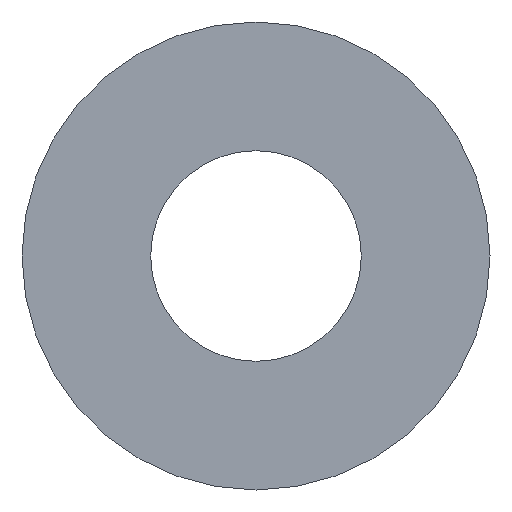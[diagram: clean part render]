
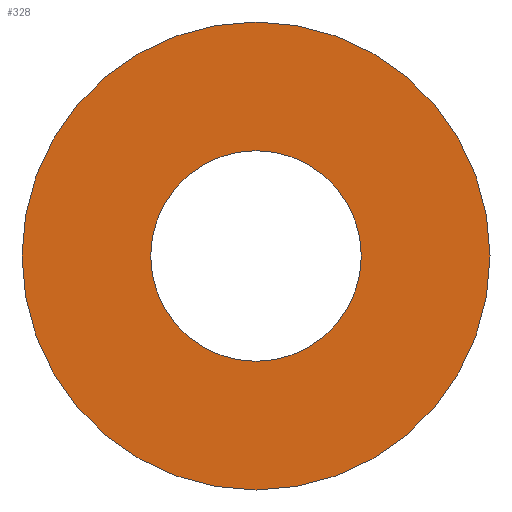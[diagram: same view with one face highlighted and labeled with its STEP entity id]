
A CAD part, front view. The second image highlights one B-rep face of the part: STEP entity #328.
In plain terms, the highlighted planar face has unit normal (0, -1, 0).
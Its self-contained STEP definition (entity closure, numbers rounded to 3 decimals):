
#2 = DIRECTION ( 'NONE',  ( 0., -1., 0. ) ) ;
#5 = AXIS2_PLACEMENT_3D ( 'NONE', #311, #73, #152 ) ;
#25 = AXIS2_PLACEMENT_3D ( 'NONE', #235, #210, #184 ) ;
#26 = DIRECTION ( 'NONE',  ( 0., 0., 1. ) ) ;
#27 = CIRCLE ( 'NONE', #145, 3.15 ) ;
#61 = PLANE ( 'NONE',  #285 ) ;
#71 = EDGE_LOOP ( 'NONE', ( #77, #119 ) ) ;
#73 = DIRECTION ( 'NONE',  ( 0., 1., 0. ) ) ;
#77 = ORIENTED_EDGE ( 'NONE', *, *, #221, .F. ) ;
#80 = CIRCLE ( 'NONE', #251, 3.15 ) ;
#81 = VERTEX_POINT ( 'NONE', #85 ) ;
#82 = FACE_OUTER_BOUND ( 'NONE', #174, .T. ) ;
#83 = CIRCLE ( 'NONE', #5, 7. ) ;
#85 = CARTESIAN_POINT ( 'NONE',  ( 0., 0., -7. ) ) ;
#87 = DIRECTION ( 'NONE',  ( 0., 1., 0. ) ) ;
#102 = VERTEX_POINT ( 'NONE', #214 ) ;
#104 = VERTEX_POINT ( 'NONE', #273 ) ;
#119 = ORIENTED_EDGE ( 'NONE', *, *, #200, .F. ) ;
#130 = CARTESIAN_POINT ( 'NONE',  ( 0., 0., 0. ) ) ;
#145 = AXIS2_PLACEMENT_3D ( 'NONE', #202, #2, #236 ) ;
#149 = DIRECTION ( 'NONE',  ( 0., 0., 1. ) ) ;
#152 = DIRECTION ( 'NONE',  ( 0., 0., 1. ) ) ;
#161 = FACE_BOUND ( 'NONE', #71, .T. ) ;
#165 = EDGE_CURVE ( 'NONE', #102, #81, #83, .T. ) ;
#174 = EDGE_LOOP ( 'NONE', ( #217, #249 ) ) ;
#184 = DIRECTION ( 'NONE',  ( 0., 0., 1. ) ) ;
#200 = EDGE_CURVE ( 'NONE', #343, #104, #80, .T. ) ;
#202 = CARTESIAN_POINT ( 'NONE',  ( 0., 0., 0. ) ) ;
#203 = DIRECTION ( 'NONE',  ( 0., -1., 0. ) ) ;
#210 = DIRECTION ( 'NONE',  ( 0., 1., 0. ) ) ;
#214 = CARTESIAN_POINT ( 'NONE',  ( 0., 0., 7. ) ) ;
#217 = ORIENTED_EDGE ( 'NONE', *, *, #254, .F. ) ;
#221 = EDGE_CURVE ( 'NONE', #104, #343, #27, .T. ) ;
#233 = CIRCLE ( 'NONE', #25, 7. ) ;
#235 = CARTESIAN_POINT ( 'NONE',  ( 0., 0., 0. ) ) ;
#236 = DIRECTION ( 'NONE',  ( 0., 0., 1. ) ) ;
#249 = ORIENTED_EDGE ( 'NONE', *, *, #165, .F. ) ;
#251 = AXIS2_PLACEMENT_3D ( 'NONE', #130, #203, #26 ) ;
#254 = EDGE_CURVE ( 'NONE', #81, #102, #233, .T. ) ;
#273 = CARTESIAN_POINT ( 'NONE',  ( 0., 0., 3.15 ) ) ;
#285 = AXIS2_PLACEMENT_3D ( 'NONE', #313, #87, #149 ) ;
#308 = CARTESIAN_POINT ( 'NONE',  ( 0., 0., -3.15 ) ) ;
#311 = CARTESIAN_POINT ( 'NONE',  ( 0., 0., 0. ) ) ;
#313 = CARTESIAN_POINT ( 'NONE',  ( 0., 0., 0. ) ) ;
#328 = ADVANCED_FACE ( 'NONE', ( #161, #82 ), #61, .F. ) ;
#343 = VERTEX_POINT ( 'NONE', #308 ) ;
